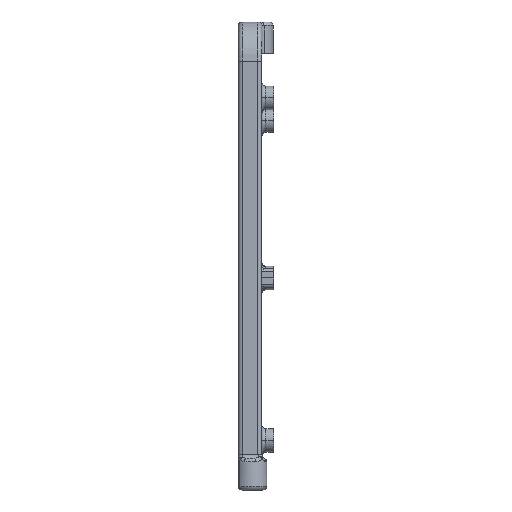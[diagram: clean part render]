
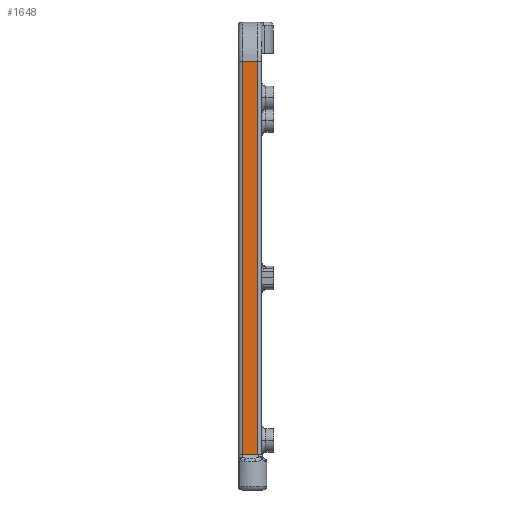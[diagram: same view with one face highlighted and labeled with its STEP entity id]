
A CAD part, front view. The second image highlights one B-rep face of the part: STEP entity #1648.
In plain terms, the highlighted planar face has unit normal (0, -1, 0).
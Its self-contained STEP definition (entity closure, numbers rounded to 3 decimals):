
#856 = LINE ( 'NONE', #11791, #10133 ) ;
#964 = CARTESIAN_POINT ( 'NONE',  ( 162.89, 60., 194.24 ) ) ;
#1229 = EDGE_CURVE ( 'NONE', #4046, #12754, #856, .T. ) ;
#1387 = ORIENTED_EDGE ( 'NONE', *, *, #9321, .T. ) ;
#1574 = VECTOR ( 'NONE', #2518, 1000. ) ;
#1648 = ADVANCED_FACE ( 'NONE', ( #8845 ), #7873, .F. ) ;
#2518 = DIRECTION ( 'NONE',  ( -1., 0., 0. ) ) ;
#3529 = CARTESIAN_POINT ( 'NONE',  ( 157.89, 60., 109. ) ) ;
#3908 = DIRECTION ( 'NONE',  ( 0., 0., 1. ) ) ;
#4046 = VERTEX_POINT ( 'NONE', #9975 ) ;
#4219 = LINE ( 'NONE', #8188, #1574 ) ;
#4397 = DIRECTION ( 'NONE',  ( 1., 0., 0. ) ) ;
#4953 = DIRECTION ( 'NONE',  ( 0., 0., 1. ) ) ;
#5582 = ORIENTED_EDGE ( 'NONE', *, *, #8686, .T. ) ;
#6100 = CARTESIAN_POINT ( 'NONE',  ( 157.89, 60., 194.24 ) ) ;
#6475 = EDGE_LOOP ( 'NONE', ( #6867, #5582, #10543, #1387 ) ) ;
#6773 = VECTOR ( 'NONE', #3908, 1000. ) ;
#6867 = ORIENTED_EDGE ( 'NONE', *, *, #9494, .T. ) ;
#7814 = CARTESIAN_POINT ( 'NONE',  ( 161.89, 60., 194.24 ) ) ;
#7873 = PLANE ( 'NONE',  #11413 ) ;
#8188 = CARTESIAN_POINT ( 'NONE',  ( 156.89, 60., 109. ) ) ;
#8532 = VERTEX_POINT ( 'NONE', #8628 ) ;
#8628 = CARTESIAN_POINT ( 'NONE',  ( 161.89, 60., 109. ) ) ;
#8650 = LINE ( 'NONE', #7814, #6773 ) ;
#8686 = EDGE_CURVE ( 'NONE', #10461, #4046, #11023, .T. ) ;
#8834 = DIRECTION ( 'NONE',  ( 0., 0., -1. ) ) ;
#8845 = FACE_OUTER_BOUND ( 'NONE', #6475, .T. ) ;
#8973 = DIRECTION ( 'NONE',  ( 0., 1., 0. ) ) ;
#9321 = EDGE_CURVE ( 'NONE', #12754, #8532, #8650, .T. ) ;
#9494 = EDGE_CURVE ( 'NONE', #8532, #10461, #4219, .T. ) ;
#9975 = CARTESIAN_POINT ( 'NONE',  ( 157.89, 60., 9. ) ) ;
#10133 = VECTOR ( 'NONE', #4397, 1000. ) ;
#10461 = VERTEX_POINT ( 'NONE', #3529 ) ;
#10543 = ORIENTED_EDGE ( 'NONE', *, *, #1229, .T. ) ;
#10800 = CARTESIAN_POINT ( 'NONE',  ( 161.89, 60., 9. ) ) ;
#11023 = LINE ( 'NONE', #6100, #12396 ) ;
#11413 = AXIS2_PLACEMENT_3D ( 'NONE', #964, #8973, #4953 ) ;
#11791 = CARTESIAN_POINT ( 'NONE',  ( 162.89, 60., 9. ) ) ;
#12396 = VECTOR ( 'NONE', #8834, 1000. ) ;
#12754 = VERTEX_POINT ( 'NONE', #10800 ) ;
